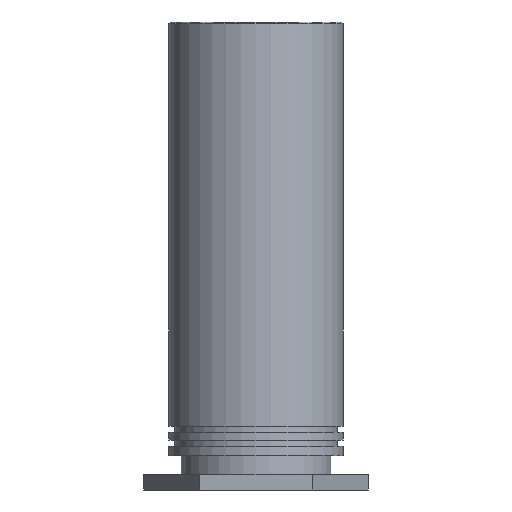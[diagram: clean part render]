
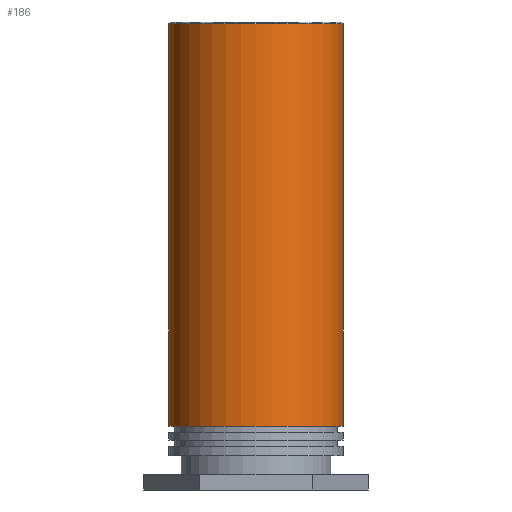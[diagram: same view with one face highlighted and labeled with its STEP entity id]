
A CAD part, front view. The second image highlights one B-rep face of the part: STEP entity #186.
In plain terms, the highlighted cylindrical face has radius 3.556 mm (diameter 7.112 mm), a full revolution.
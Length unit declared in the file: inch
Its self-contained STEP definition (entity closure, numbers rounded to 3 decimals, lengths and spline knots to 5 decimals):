
#135=CARTESIAN_POINT('',(0.14,0.,0.747));
#136=VERTEX_POINT('',#135);
#137=CARTESIAN_POINT('',(0.0,0.0,0.747));
#138=DIRECTION('',(0.0,0.0,1.0));
#139=DIRECTION('',(-1.0,0.0,0.0));
#140=AXIS2_PLACEMENT_3D('',#137,#138,#139);
#141=CIRCLE('',#140,0.14);
#142=EDGE_CURVE('',#136,#136,#141,.T.);
#167=CARTESIAN_POINT('',(0.0,0.0,0.0));
#168=DIRECTION('',(0.0,0.0,1.0));
#169=DIRECTION('',(-1.0,0.0,0.0));
#170=AXIS2_PLACEMENT_3D('',#167,#168,#169);
#171=CYLINDRICAL_SURFACE('',#170,0.14);
#172=CARTESIAN_POINT('',(0.0,-0.14,0.1025));
#173=VERTEX_POINT('',#172);
#174=CARTESIAN_POINT('',(0.0,0.0,0.1025));
#175=DIRECTION('',(0.0,0.0,1.0));
#176=DIRECTION('',(-1.0,0.0,0.0));
#177=AXIS2_PLACEMENT_3D('',#174,#175,#176);
#178=CIRCLE('',#177,0.14);
#179=EDGE_CURVE('',#173,#173,#178,.T.);
#180=ORIENTED_EDGE('',*,*,#179,.T.);
#181=EDGE_LOOP('',(#180));
#182=FACE_OUTER_BOUND('',#181,.T.);
#183=ORIENTED_EDGE('',*,*,#142,.F.);
#184=EDGE_LOOP('',(#183));
#185=FACE_BOUND('',#184,.T.);
#186=ADVANCED_FACE('',(#182,#185),#171,.T.);
